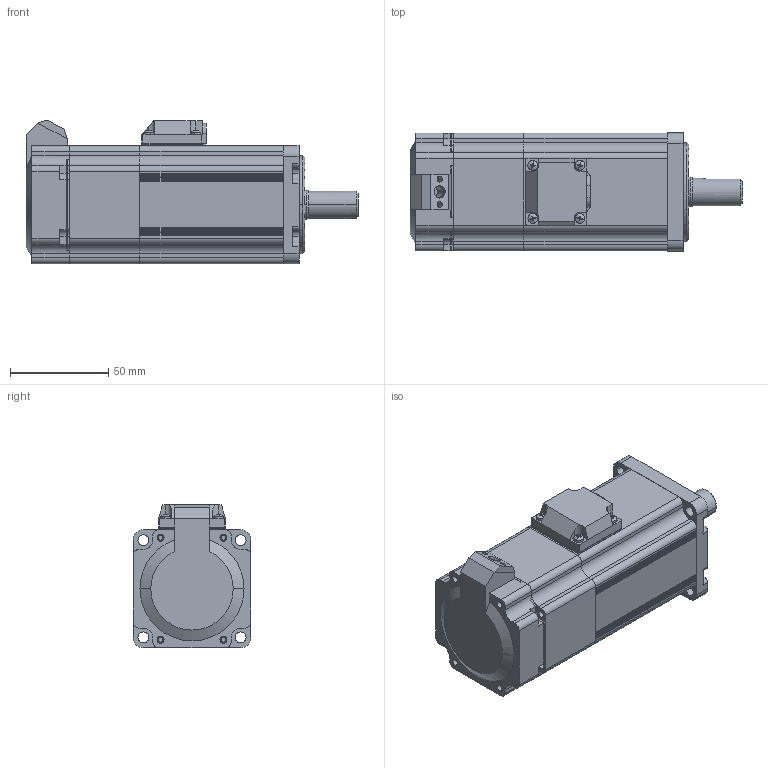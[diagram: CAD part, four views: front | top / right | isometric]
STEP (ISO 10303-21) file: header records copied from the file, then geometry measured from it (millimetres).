
FILE_DESCRIPTION (( 'STEP AP214' ), '1' );
FILE_NAME ('MS6S-60C30BZ2-20P4.STEP', '2020-08-13T07:10:01', ( '' ), ( '' ), 'SwSTEP 2.0', 'SolidWorks 2016', '' );
FILE_SCHEMA (( 'AUTOMOTIVE_DESIGN' ));
Length unit declared in the file: millimetre
Products named in the file (1): MS6S-60C30BZ2-20P4
Bounding box: 169 x 60 x 73 mm (x, y, z)
Surface area: 51755.6 mm2 (no closed solid volume)
Topology: 0 solids, 18 shells, 446 faces, 1451 edges, 1010 vertices
Faces by surface type: cylinder 256, plane 169, cone 11, sphere 8, bspline 2
Entity records: 21025 total; most frequent: CARTESIAN_POINT 3029, DIRECTION 3025, ORIENTED_EDGE 2299, EDGE_CURVE 1451, AXIS2_PLACEMENT_3D 1145, VERTEX_POINT 1010, LINE 735, VECTOR 735
